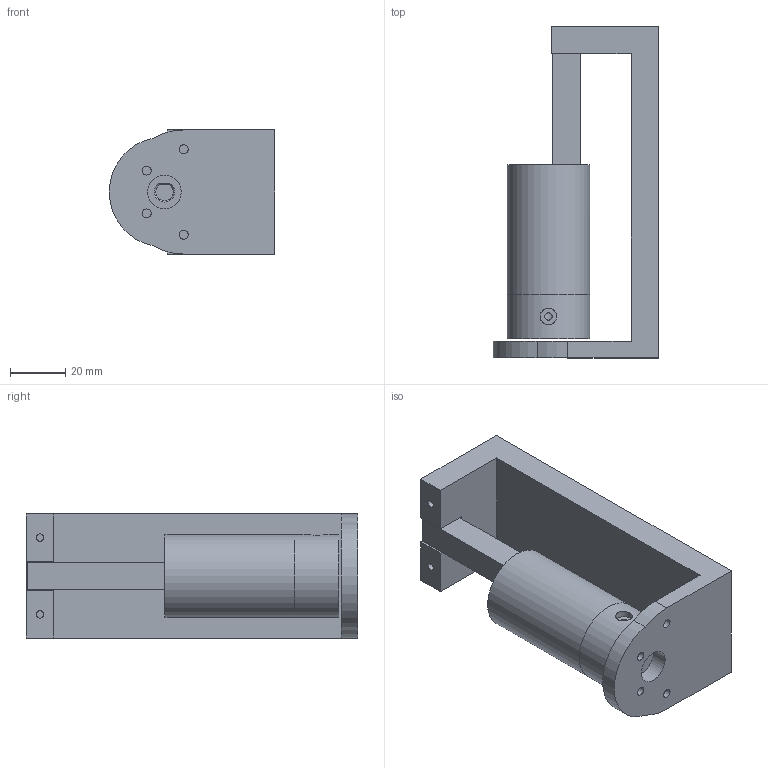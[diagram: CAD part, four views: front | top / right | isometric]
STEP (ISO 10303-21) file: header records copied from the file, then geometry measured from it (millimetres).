
FILE_DESCRIPTION(/* description */ (''),/* implementation_level */ '2;1');
FILE_NAME(/* name */ 'rotary_pusher_telescoping v43.step',/* time_stamp */ '2021-11-02T17:58:29-05:00',/* author */ (''),/* organization */ (''),/* preprocessor_version */ 'ST-DEVELOPER v18.1',/* originating_system */ 'Autodesk Translation Framework v10.10.0.1391',/* authorisation */ '');
FILE_SCHEMA (('AUTOMOTIVE_DESIGN { 1 0 10303 214 3 1 1 }'));
Length unit declared in the file: millimetre
Products named in the file (4): rotary_pusher_telescoping; Inner Cylinder; Outer Cylinder; Mount
Assembly tree (3 placements, depth 3):
  rotary_pusher_telescoping
    Inner Cylinder
    Outer Cylinder
      Mount
Bounding box: 60 x 120.4 x 45 mm (x, y, z)
Volume: 122846.8 mm3; surface area: 41676.9 mm2
Topology: 4 solids, 4 shells, 81 faces, 199 edges, 132 vertices
Faces by surface type: plane 45, cylinder 29, bspline 6, cone 1
Full cylindrical faces by diameter (mm): 2.7 x4, 3.2 x4, 6 x5, 12.2 x1, 15 x1, 25.4 x1, 30 x2
Entity records: 3192 total; most frequent: CARTESIAN_POINT 1204, ORIENTED_EDGE 396, DIRECTION 366, EDGE_CURVE 198, AXIS2_PLACEMENT_3D 135, VERTEX_POINT 132, EDGE_LOOP 105, LINE 96
